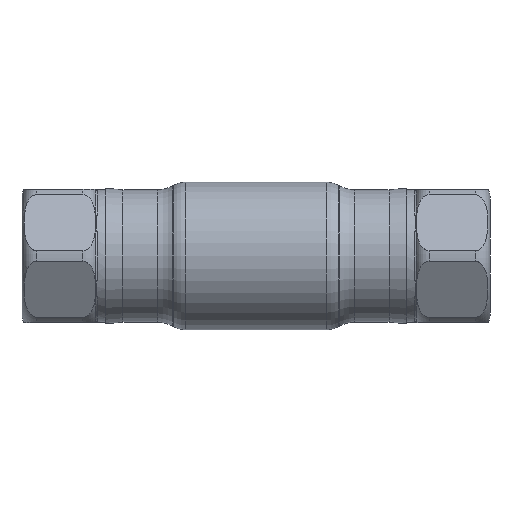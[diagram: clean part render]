
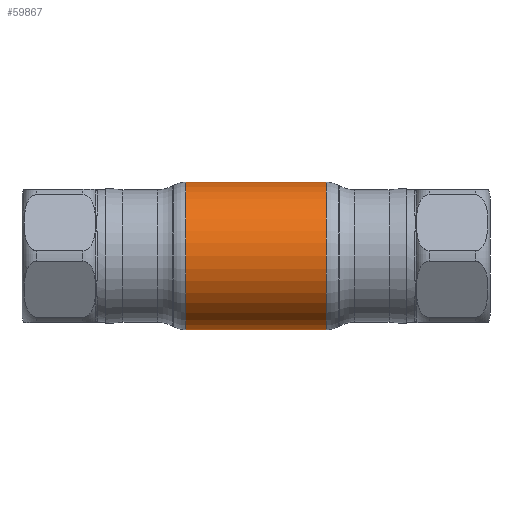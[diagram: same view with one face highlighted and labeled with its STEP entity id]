
A CAD part, front view. The second image highlights one B-rep face of the part: STEP entity #59867.
In plain terms, the highlighted cylindrical face has radius 15 mm (diameter 30 mm), a partial arc.
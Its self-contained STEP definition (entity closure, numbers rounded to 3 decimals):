
#350 = CARTESIAN_POINT ( 'NONE',  ( 14.285, 0., 15. ) ) ;
#2644 = DIRECTION ( 'NONE',  ( 0., 0., 1. ) ) ;
#3678 = EDGE_CURVE ( 'NONE', #9878, #45096, #6882, .T. ) ;
#6305 = DIRECTION ( 'NONE',  ( -1., 0., 0. ) ) ;
#6882 = CIRCLE ( 'NONE', #56222, 15. ) ;
#8594 = CARTESIAN_POINT ( 'NONE',  ( -62.69, 0., 15. ) ) ;
#9878 = VERTEX_POINT ( 'NONE', #11717 ) ;
#11717 = CARTESIAN_POINT ( 'NONE',  ( 14.285, 0., -15. ) ) ;
#14670 = EDGE_CURVE ( 'NONE', #45096, #25547, #50062, .T. ) ;
#17296 = CYLINDRICAL_SURFACE ( 'NONE', #40405, 15. ) ;
#17450 = DIRECTION ( 'NONE',  ( -1., 0., 0. ) ) ;
#17621 = AXIS2_PLACEMENT_3D ( 'NONE', #28442, #6305, #51457 ) ;
#18078 = ORIENTED_EDGE ( 'NONE', *, *, #23693, .F. ) ;
#22119 = EDGE_LOOP ( 'NONE', ( #18078, #58489, #22252, #45836 ) ) ;
#22252 = ORIENTED_EDGE ( 'NONE', *, *, #14670, .T. ) ;
#23544 = DIRECTION ( 'NONE',  ( -1., 0., 0. ) ) ;
#23693 = EDGE_CURVE ( 'NONE', #9878, #55675, #41318, .T. ) ;
#25547 = VERTEX_POINT ( 'NONE', #55178 ) ;
#26939 = DIRECTION ( 'NONE',  ( 0., 0., 1. ) ) ;
#27807 = CARTESIAN_POINT ( 'NONE',  ( 14.285, 0., 0. ) ) ;
#28442 = CARTESIAN_POINT ( 'NONE',  ( -14.285, 0., 0. ) ) ;
#31157 = CIRCLE ( 'NONE', #17621, 15. ) ;
#31518 = VECTOR ( 'NONE', #17450, 1000. ) ;
#36872 = EDGE_CURVE ( 'NONE', #55675, #25547, #31157, .T. ) ;
#39955 = FACE_OUTER_BOUND ( 'NONE', #22119, .T. ) ;
#40405 = AXIS2_PLACEMENT_3D ( 'NONE', #53644, #45675, #26939 ) ;
#41318 = LINE ( 'NONE', #45832, #31518 ) ;
#45096 = VERTEX_POINT ( 'NONE', #350 ) ;
#45675 = DIRECTION ( 'NONE',  ( -1., 0., 0. ) ) ;
#45832 = CARTESIAN_POINT ( 'NONE',  ( -62.69, 0., -15. ) ) ;
#45836 = ORIENTED_EDGE ( 'NONE', *, *, #36872, .F. ) ;
#47316 = CARTESIAN_POINT ( 'NONE',  ( -14.285, 0., -15. ) ) ;
#48903 = VECTOR ( 'NONE', #58268, 1000. ) ;
#50062 = LINE ( 'NONE', #8594, #48903 ) ;
#51457 = DIRECTION ( 'NONE',  ( 0., 0., 1. ) ) ;
#53644 = CARTESIAN_POINT ( 'NONE',  ( -62.69, 0., 0. ) ) ;
#55178 = CARTESIAN_POINT ( 'NONE',  ( -14.285, 0., 15. ) ) ;
#55675 = VERTEX_POINT ( 'NONE', #47316 ) ;
#56222 = AXIS2_PLACEMENT_3D ( 'NONE', #27807, #23544, #2644 ) ;
#58268 = DIRECTION ( 'NONE',  ( -1., 0., 0. ) ) ;
#58489 = ORIENTED_EDGE ( 'NONE', *, *, #3678, .T. ) ;
#59867 = ADVANCED_FACE ( 'NONE', ( #39955 ), #17296, .T. ) ;
